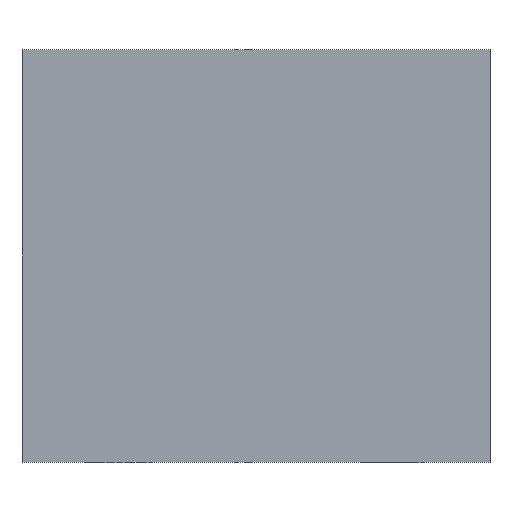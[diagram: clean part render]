
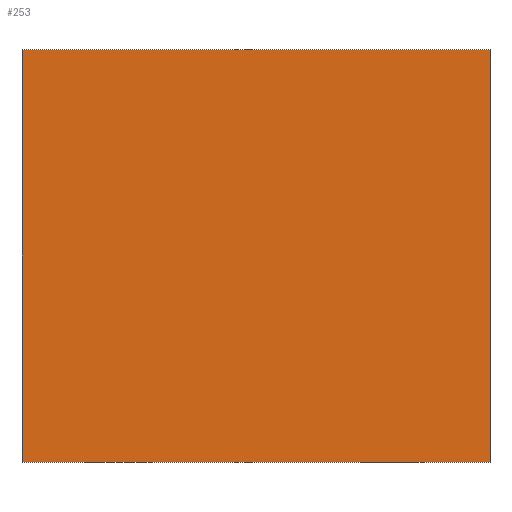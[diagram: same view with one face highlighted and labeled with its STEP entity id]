
A CAD part, front view. The second image highlights one B-rep face of the part: STEP entity #253.
In plain terms, the highlighted planar face has unit normal (0, -1, 0).
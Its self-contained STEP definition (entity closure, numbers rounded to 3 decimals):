
#30 = EDGE_CURVE ( 'NONE', #42, #572, #860, .T. ) ;
#42 = VERTEX_POINT ( 'NONE', #346 ) ;
#55 = FACE_OUTER_BOUND ( 'NONE', #176, .T. ) ;
#60 = CARTESIAN_POINT ( 'NONE',  ( 67.5, -42.5, 75. ) ) ;
#61 = CARTESIAN_POINT ( 'NONE',  ( -17.5, -42.5, 75. ) ) ;
#100 = VECTOR ( 'NONE', #866, 1000. ) ;
#154 = LINE ( 'NONE', #521, #100 ) ;
#176 = EDGE_LOOP ( 'NONE', ( #1088, #539, #678, #1145 ) ) ;
#204 = CARTESIAN_POINT ( 'NONE',  ( 67.5, -42.5, 0. ) ) ;
#231 = VECTOR ( 'NONE', #426, 1000. ) ;
#253 = ADVANCED_FACE ( 'NONE', ( #55 ), #422, .F. ) ;
#346 = CARTESIAN_POINT ( 'NONE',  ( -17.5, -42.5, 75. ) ) ;
#356 = EDGE_CURVE ( 'NONE', #671, #572, #154, .T. ) ;
#380 = EDGE_CURVE ( 'NONE', #420, #671, #763, .T. ) ;
#420 = VERTEX_POINT ( 'NONE', #1140 ) ;
#422 = PLANE ( 'NONE',  #660 ) ;
#426 = DIRECTION ( 'NONE',  ( 0., 0., -1. ) ) ;
#511 = DIRECTION ( 'NONE',  ( 0., 1., 0. ) ) ;
#521 = CARTESIAN_POINT ( 'NONE',  ( 67.5, -42.5, 0. ) ) ;
#539 = ORIENTED_EDGE ( 'NONE', *, *, #380, .F. ) ;
#572 = VERTEX_POINT ( 'NONE', #1076 ) ;
#585 = CARTESIAN_POINT ( 'NONE',  ( 67.5, -42.5, 75. ) ) ;
#596 = DIRECTION ( 'NONE',  ( -1., 0., 0. ) ) ;
#647 = VECTOR ( 'NONE', #596, 1000. ) ;
#660 = AXIS2_PLACEMENT_3D ( 'NONE', #585, #511, #855 ) ;
#671 = VERTEX_POINT ( 'NONE', #204 ) ;
#678 = ORIENTED_EDGE ( 'NONE', *, *, #791, .T. ) ;
#683 = LINE ( 'NONE', #1021, #647 ) ;
#763 = LINE ( 'NONE', #60, #231 ) ;
#791 = EDGE_CURVE ( 'NONE', #420, #42, #683, .T. ) ;
#793 = DIRECTION ( 'NONE',  ( 0., 0., -1. ) ) ;
#855 = DIRECTION ( 'NONE',  ( 0., 0., 1. ) ) ;
#860 = LINE ( 'NONE', #61, #1003 ) ;
#866 = DIRECTION ( 'NONE',  ( -1., 0., 0. ) ) ;
#1003 = VECTOR ( 'NONE', #793, 1000. ) ;
#1021 = CARTESIAN_POINT ( 'NONE',  ( 67.5, -42.5, 75. ) ) ;
#1076 = CARTESIAN_POINT ( 'NONE',  ( -17.5, -42.5, 0. ) ) ;
#1088 = ORIENTED_EDGE ( 'NONE', *, *, #356, .F. ) ;
#1140 = CARTESIAN_POINT ( 'NONE',  ( 67.5, -42.5, 75. ) ) ;
#1145 = ORIENTED_EDGE ( 'NONE', *, *, #30, .T. ) ;
